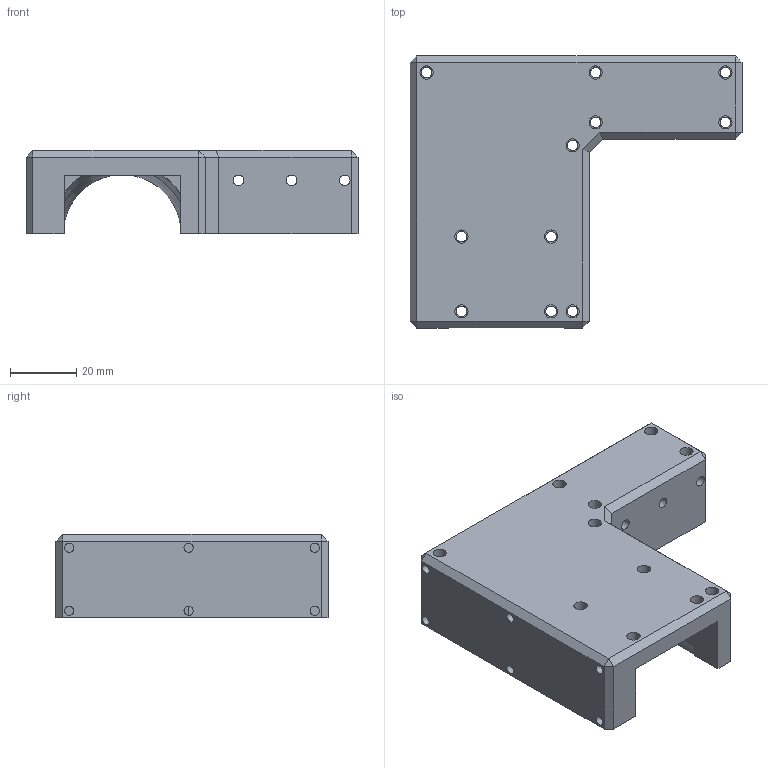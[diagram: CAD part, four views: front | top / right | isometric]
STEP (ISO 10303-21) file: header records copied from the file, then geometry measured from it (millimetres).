
FILE_DESCRIPTION(/* description */ (''),/* implementation_level */ '2;1');
FILE_NAME(/* name */ 'MIAB_Case_v0.stp',/* time_stamp */ '2024-08-15T11:33:12+02:00',/* author */ ('diederichbenedict'),/* organization */ (''),/* preprocessor_version */ 'ST-DEVELOPER v20',/* originating_system */ 'Autodesk Inventor 2024',/* authorisation */ '');
FILE_SCHEMA (('AUTOMOTIVE_DESIGN { 1 0 10303 214 3 1 1 }'));
Length unit declared in the file: millimetre
Products named in the file (1): MIAB_Case_v0
Bounding box: 100 x 81.93 x 25 mm (x, y, z)
Volume: 83530.8 mm3; surface area: 24685.6 mm2
Topology: 1 solids, 1 shells, 97 faces, 255 edges, 166 vertices
Faces by surface type: plane 55, cylinder 40, cone 2
Full cylindrical faces by diameter (mm): 2.8 x6, 3.2 x14, 4 x11, 6.5 x3
Entity records: 3570 total; most frequent: CARTESIAN_POINT 1016, ORIENTED_EDGE 510, DIRECTION 508, EDGE_CURVE 255, AXIS2_PLACEMENT_3D 183, VERTEX_POINT 166, EDGE_LOOP 147, LINE 142
